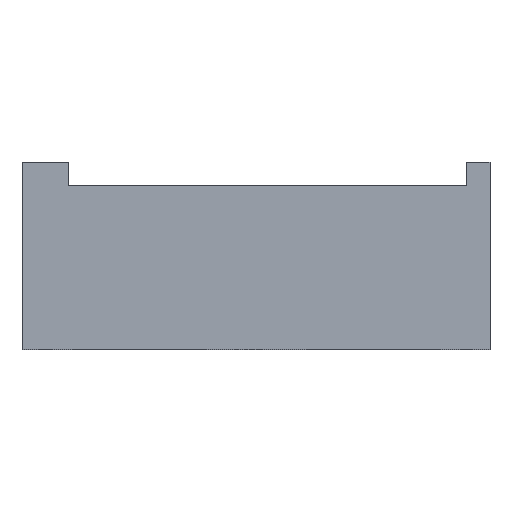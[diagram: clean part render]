
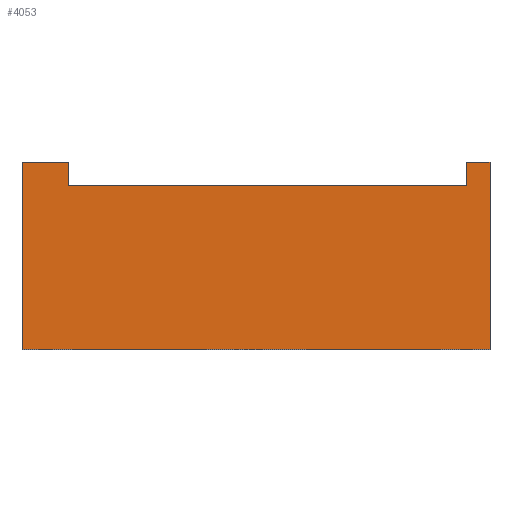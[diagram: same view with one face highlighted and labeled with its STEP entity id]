
A CAD part, top view. The second image highlights one B-rep face of the part: STEP entity #4053.
In plain terms, the highlighted planar face has unit normal (0, 0, 1).
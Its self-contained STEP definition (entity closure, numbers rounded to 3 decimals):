
#71 = FACE_OUTER_BOUND ( 'NONE', #223, .T. ) ;
#140 = VERTEX_POINT ( 'NONE', #2046 ) ;
#152 = ORIENTED_EDGE ( 'NONE', *, *, #485, .F. ) ;
#202 = DIRECTION ( 'NONE',  ( 1., 0., 0. ) ) ;
#223 = EDGE_LOOP ( 'NONE', ( #3341, #1683, #2408, #152, #5142, #2004, #4539, #4863 ) ) ;
#264 = LINE ( 'NONE', #2799, #5127 ) ;
#359 = EDGE_CURVE ( 'NONE', #4034, #5337, #635, .T. ) ;
#372 = DIRECTION ( 'NONE',  ( 1., 0., 0. ) ) ;
#485 = EDGE_CURVE ( 'NONE', #3953, #4034, #3199, .T. ) ;
#492 = CARTESIAN_POINT ( 'NONE',  ( 0., 80., 0. ) ) ;
#635 = LINE ( 'NONE', #4813, #4893 ) ;
#724 = DIRECTION ( 'NONE',  ( 0., 1., 0. ) ) ;
#822 = VECTOR ( 'NONE', #3650, 1000. ) ;
#1170 = CARTESIAN_POINT ( 'NONE',  ( 0., 0., 0. ) ) ;
#1253 = AXIS2_PLACEMENT_3D ( 'NONE', #492, #2088, #1757 ) ;
#1407 = DIRECTION ( 'NONE',  ( 1., 0., 0. ) ) ;
#1446 = LINE ( 'NONE', #3124, #3887 ) ;
#1537 = DIRECTION ( 'NONE',  ( 0., -1., 0. ) ) ;
#1587 = EDGE_CURVE ( 'NONE', #4273, #3953, #1446, .T. ) ;
#1683 = ORIENTED_EDGE ( 'NONE', *, *, #5354, .F. ) ;
#1757 = DIRECTION ( 'NONE',  ( -1., 0., 0. ) ) ;
#1768 = CARTESIAN_POINT ( 'NONE',  ( 0., 0., 0. ) ) ;
#1771 = LINE ( 'NONE', #3445, #2668 ) ;
#1804 = DIRECTION ( 'NONE',  ( 0., -1., 0. ) ) ;
#1976 = VECTOR ( 'NONE', #372, 1000. ) ;
#2004 = ORIENTED_EDGE ( 'NONE', *, *, #4211, .T. ) ;
#2046 = CARTESIAN_POINT ( 'NONE',  ( 20., 80., 0. ) ) ;
#2088 = DIRECTION ( 'NONE',  ( 0., 0., -1. ) ) ;
#2122 = EDGE_CURVE ( 'NONE', #5190, #140, #4823, .T. ) ;
#2301 = CARTESIAN_POINT ( 'NONE',  ( 0., 80., 0. ) ) ;
#2362 = CARTESIAN_POINT ( 'NONE',  ( 190., 70., 0. ) ) ;
#2408 = ORIENTED_EDGE ( 'NONE', *, *, #359, .F. ) ;
#2523 = PLANE ( 'NONE',  #1253 ) ;
#2657 = DIRECTION ( 'NONE',  ( 0., 1., 0. ) ) ;
#2668 = VECTOR ( 'NONE', #1804, 1000. ) ;
#2785 = EDGE_CURVE ( 'NONE', #5190, #3241, #1771, .T. ) ;
#2799 = CARTESIAN_POINT ( 'NONE',  ( 200., 80., 0. ) ) ;
#3032 = VECTOR ( 'NONE', #2657, 1000. ) ;
#3124 = CARTESIAN_POINT ( 'NONE',  ( 20., 70., 0. ) ) ;
#3199 = LINE ( 'NONE', #3277, #4459 ) ;
#3241 = VERTEX_POINT ( 'NONE', #1170 ) ;
#3277 = CARTESIAN_POINT ( 'NONE',  ( 190., 70., 0. ) ) ;
#3341 = ORIENTED_EDGE ( 'NONE', *, *, #3433, .T. ) ;
#3433 = EDGE_CURVE ( 'NONE', #3241, #4492, #4610, .T. ) ;
#3445 = CARTESIAN_POINT ( 'NONE',  ( 0., 80., 0. ) ) ;
#3451 = CARTESIAN_POINT ( 'NONE',  ( 200., 0., 0. ) ) ;
#3650 = DIRECTION ( 'NONE',  ( 1., 0., 0. ) ) ;
#3887 = VECTOR ( 'NONE', #202, 1000. ) ;
#3909 = CARTESIAN_POINT ( 'NONE',  ( 0., 80., 0. ) ) ;
#3953 = VERTEX_POINT ( 'NONE', #2362 ) ;
#4034 = VERTEX_POINT ( 'NONE', #4968 ) ;
#4053 = ADVANCED_FACE ( 'NONE', ( #71 ), #2523, .F. ) ;
#4211 = EDGE_CURVE ( 'NONE', #4273, #140, #4316, .T. ) ;
#4273 = VERTEX_POINT ( 'NONE', #4800 ) ;
#4316 = LINE ( 'NONE', #5234, #3032 ) ;
#4459 = VECTOR ( 'NONE', #724, 1000. ) ;
#4492 = VERTEX_POINT ( 'NONE', #3451 ) ;
#4530 = CARTESIAN_POINT ( 'NONE',  ( 200., 80., 0. ) ) ;
#4539 = ORIENTED_EDGE ( 'NONE', *, *, #2122, .F. ) ;
#4610 = LINE ( 'NONE', #1768, #1976 ) ;
#4800 = CARTESIAN_POINT ( 'NONE',  ( 20., 70., 0. ) ) ;
#4813 = CARTESIAN_POINT ( 'NONE',  ( 0., 80., 0. ) ) ;
#4823 = LINE ( 'NONE', #2301, #822 ) ;
#4863 = ORIENTED_EDGE ( 'NONE', *, *, #2785, .T. ) ;
#4893 = VECTOR ( 'NONE', #1407, 1000. ) ;
#4968 = CARTESIAN_POINT ( 'NONE',  ( 190., 80., 0. ) ) ;
#5127 = VECTOR ( 'NONE', #1537, 1000. ) ;
#5142 = ORIENTED_EDGE ( 'NONE', *, *, #1587, .F. ) ;
#5190 = VERTEX_POINT ( 'NONE', #3909 ) ;
#5234 = CARTESIAN_POINT ( 'NONE',  ( 20., 70., 0. ) ) ;
#5337 = VERTEX_POINT ( 'NONE', #4530 ) ;
#5354 = EDGE_CURVE ( 'NONE', #5337, #4492, #264, .T. ) ;
